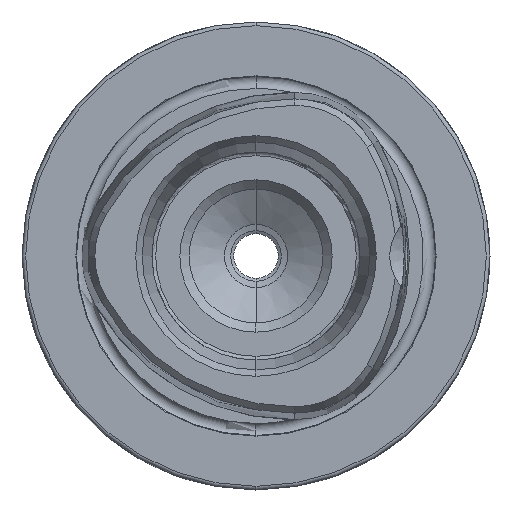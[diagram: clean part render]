
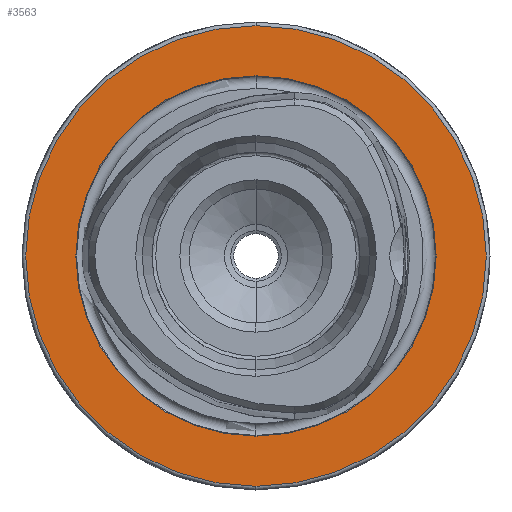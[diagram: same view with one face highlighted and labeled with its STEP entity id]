
A CAD part, left-side view. The second image highlights one B-rep face of the part: STEP entity #3563.
In plain terms, the highlighted planar face has unit normal (-1, 0, 0).
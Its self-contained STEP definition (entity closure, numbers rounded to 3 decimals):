
#11 = ORIENTED_EDGE ( 'NONE', *, *, #4886, .T. ) ;
#67 = VERTEX_POINT ( 'NONE', #8256 ) ;
#68 = VERTEX_POINT ( 'NONE', #8253 ) ;
#89 = ORIENTED_EDGE ( 'NONE', *, *, #9388, .F. ) ;
#90 = ORIENTED_EDGE ( 'NONE', *, *, #4887, .F. ) ;
#1539 = CARTESIAN_POINT ( 'NONE',  ( 0., 0., 0. ) ) ;
#1540 = DIRECTION ( 'NONE',  ( -1., 0., 0. ) ) ;
#1541 = DIRECTION ( 'NONE',  ( 0., 0., 1. ) ) ;
#1543 = CARTESIAN_POINT ( 'NONE',  ( 0., 0., 0. ) ) ;
#1544 = DIRECTION ( 'NONE',  ( -1., 0., 0. ) ) ;
#1545 = DIRECTION ( 'NONE',  ( 0., 0., 1. ) ) ;
#1762 = CIRCLE ( 'NONE', #5991, 31. ) ;
#1763 = CIRCLE ( 'NONE', #5992, 24.25 ) ;
#3563 = ADVANCED_FACE ( 'NONE', ( #8182, #8186 ), #8393, .F. ) ;
#4634 = EDGE_LOOP ( 'NONE', ( #11754, #11 ) ) ;
#4886 = EDGE_CURVE ( 'NONE', #10071, #8116, #1762, .T. ) ;
#4887 = EDGE_CURVE ( 'NONE', #67, #68, #1763, .T. ) ;
#5505 = AXIS2_PLACEMENT_3D ( 'NONE', #8400, #8401, #8402 ) ;
#5991 = AXIS2_PLACEMENT_3D ( 'NONE', #1539, #1540, #1541 ) ;
#5992 = AXIS2_PLACEMENT_3D ( 'NONE', #1543, #1544, #1545 ) ;
#6154 = AXIS2_PLACEMENT_3D ( 'NONE', #12964, #12965, #12966 ) ;
#6157 = AXIS2_PLACEMENT_3D ( 'NONE', #13012, #13013, #13014 ) ;
#6320 = EDGE_LOOP ( 'NONE', ( #90, #89 ) ) ;
#8116 = VERTEX_POINT ( 'NONE', #12177 ) ;
#8182 = FACE_BOUND ( 'NONE', #6320, .T. ) ;
#8186 = FACE_OUTER_BOUND ( 'NONE', #4634, .T. ) ;
#8253 = CARTESIAN_POINT ( 'NONE',  ( 0., 0., -24.25 ) ) ;
#8256 = CARTESIAN_POINT ( 'NONE',  ( 0., 0., 24.25 ) ) ;
#8393 = PLANE ( 'NONE',  #5505 ) ;
#8400 = CARTESIAN_POINT ( 'NONE',  ( 0., 24.25, 0. ) ) ;
#8401 = DIRECTION ( 'NONE',  ( 1., 0., 0. ) ) ;
#8402 = DIRECTION ( 'NONE',  ( 0., 0., -1. ) ) ;
#9377 = EDGE_CURVE ( 'NONE', #8116, #10071, #10521, .T. ) ;
#9388 = EDGE_CURVE ( 'NONE', #68, #67, #10526, .T. ) ;
#10071 = VERTEX_POINT ( 'NONE', #14878 ) ;
#10521 = CIRCLE ( 'NONE', #6154, 31. ) ;
#10526 = CIRCLE ( 'NONE', #6157, 24.25 ) ;
#11754 = ORIENTED_EDGE ( 'NONE', *, *, #9377, .T. ) ;
#12177 = CARTESIAN_POINT ( 'NONE',  ( 0., 0., 31. ) ) ;
#12964 = CARTESIAN_POINT ( 'NONE',  ( 0., 0., 0. ) ) ;
#12965 = DIRECTION ( 'NONE',  ( -1., 0., 0. ) ) ;
#12966 = DIRECTION ( 'NONE',  ( 0., 0., 1. ) ) ;
#13012 = CARTESIAN_POINT ( 'NONE',  ( 0., 0., 0. ) ) ;
#13013 = DIRECTION ( 'NONE',  ( -1., 0., 0. ) ) ;
#13014 = DIRECTION ( 'NONE',  ( 0., 0., 1. ) ) ;
#14878 = CARTESIAN_POINT ( 'NONE',  ( 0., 0., -31. ) ) ;
